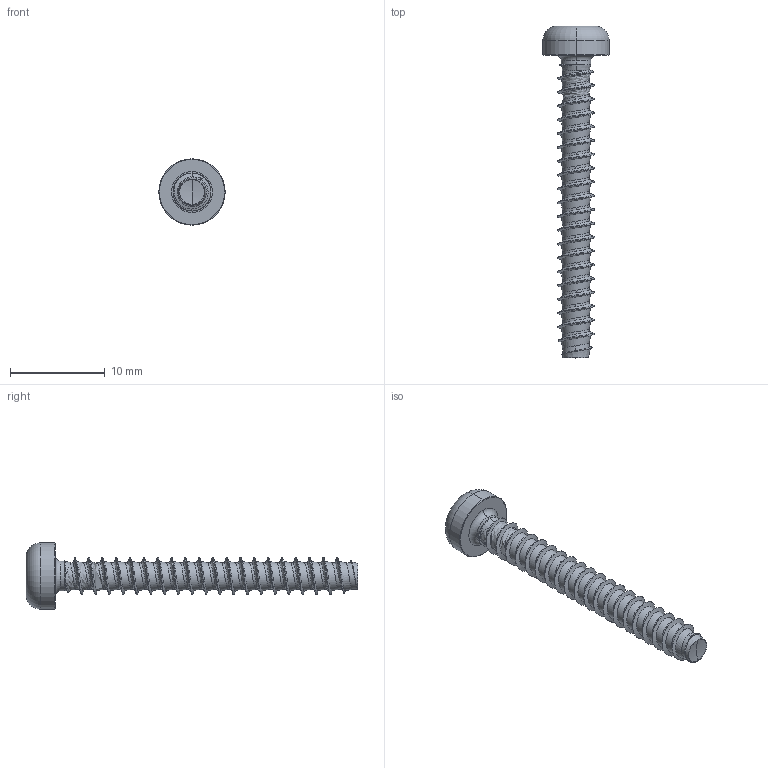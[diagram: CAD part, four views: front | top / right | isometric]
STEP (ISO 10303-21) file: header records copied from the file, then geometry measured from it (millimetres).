
FILE_DESCRIPTION (( 'STEP AP203' ), '1' );
FILE_NAME ('STP420400320.STEP', '2020-09-22T14:15:39', ( '' ), ( '' ), 'SwSTEP 2.0', 'SolidWorks 2015', '' );
FILE_SCHEMA (( 'CONFIG_CONTROL_DESIGN' ));
Length unit declared in the file: millimetre
Products named in the file (2): STP420400320
Bounding box: 7 x 35.09 x 7 mm (x, y, z)
Volume: 327.9 mm3; surface area: 628.2 mm2
Topology: 1 solids, 1 shells, 129 faces, 327 edges, 202 vertices
Faces by surface type: cylinder 69, bspline 35, cone 10, torus 10, plane 3, sphere 2
Entity records: 35373 total; most frequent: CARTESIAN_POINT 32594, ORIENTED_EDGE 654, DIRECTION 413, EDGE_CURVE 327, VERTEX_POINT 202, AXIS2_PLACEMENT_3D 165, B_SPLINE_CURVE_WITH_KNOTS 133, EDGE_LOOP 131
